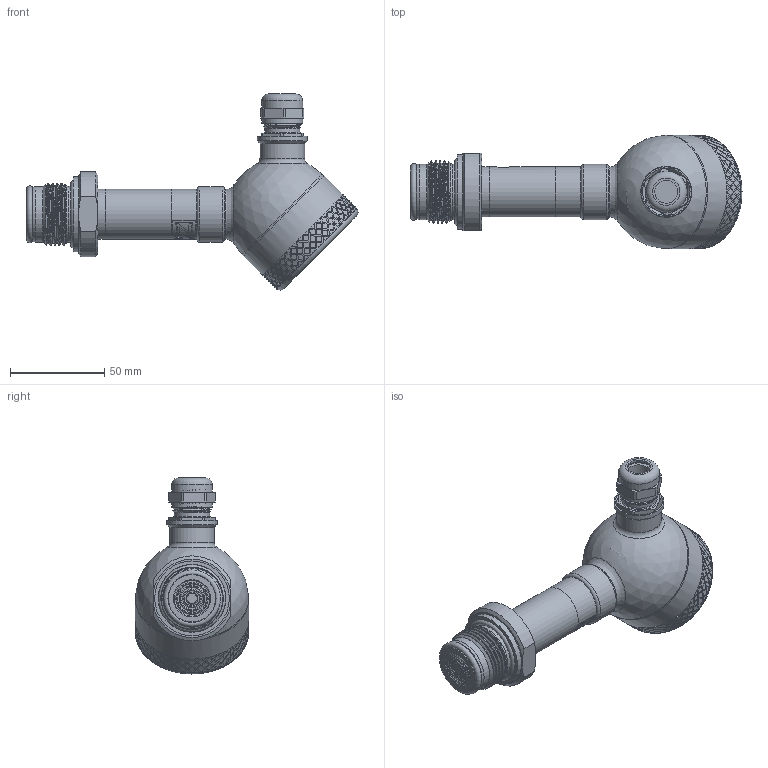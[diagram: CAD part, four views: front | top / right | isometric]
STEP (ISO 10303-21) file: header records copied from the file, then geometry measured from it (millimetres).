
FILE_DESCRIPTION(/* description */ (''),/* implementation_level */ '2;1');
FILE_NAME(/* name */ 'APZ3420sFH_G1-solidflush_1.step',/* time_stamp */ '2021-07-08T16:46:45+03:00',/* author */ (''),/* organization */ (''),/* preprocessor_version */ 'ST-DEVELOPER v18.1',/* originating_system */ 'Autodesk Translation Framework v10.9.0.1377',/* authorisation */ '');
FILE_SCHEMA (('AUTOMOTIVE_DESIGN { 1 0 10303 214 3 1 1 }'));
Length unit declared in the file: millimetre
Products named in the file (13): АПЗ 3420s заполненный 
+ полевой корпус; shell; solidflush G1 (2); Заполненный полевой 
корпус v13; M20x1,5 steel cable gland v5; Cuerpo GAE.2000.0 Prensaestopas GADI M20x1.5 IP68 Laton; Junta GAE.2000.0 Prensaestopas GADI M20x1.5 IP68 Laton; Tuerca GAE.2000.0 Prensaestopas GADI M20x1.5 IP68 Laton; Brida GAE.2000.0 Prensaestopas GADI M20x1.5 IP68 Laton; Goma GAE.2000.0 Prensaestopas GADI M20x1.5 IP68 Laton; Main body; Cover without display; Adapter M20x1,5
Assembly tree (12 placements, depth 4):
  АПЗ 3420s заполненный 
+ полевой корпус
    shell
    solidflush G1 (2)
    Заполненный полевой 
корпус v13
      M20x1,5 steel cable gland v5
        Cuerpo GAE.2000.0 Prensaestopas GADI M20x1.5 IP68 Laton
        Junta GAE.2000.0 Prensaestopas GADI M20x1.5 IP68 Laton
        Tuerca GAE.2000.0 Prensaestopas GADI M20x1.5 IP68 Laton
        Brida GAE.2000.0 Prensaestopas GADI M20x1.5 IP68 Laton
        Goma GAE.2000.0 Prensaestopas GADI M20x1.5 IP68 Laton
      Main body
      Cover without display
      Adapter M20x1,5
Bounding box: 175.92 x 60.1 x 103.92 mm (x, y, z)
Volume: 274692.4 mm3; surface area: 52786.8 mm2
Topology: 12 solids, 12 shells, 1646 faces, 4052 edges, 2680 vertices
Faces by surface type: bspline 970, cylinder 311, plane 265, cone 53, torus 46, sphere 1
Full cylindrical faces by diameter (mm): 2 x2, 12.3 x2, 13 x1, 15 x4, 16 x1, 16.2 x1, 17 x1, 17.15 x1, 18 x4, 18.526 x5, 18.75 x7, 19 x1, 20 x2, 20.203 x5, 20.3 x5, 20.8 x1, 21.6 x1, 21.7 x2, 21.767 x1, 22.4 x1, 22.5 x1, 23.6 x1, 24.5 x4, 25.437 x1, 26.5 x4, 29.5 x2, 29.6 x1, 30.291 x4, 35.6 x1, 39.6 x1
Entity records: 71275 total; most frequent: CARTESIAN_POINT 40187, ORIENTED_EDGE 8102, EDGE_CURVE 4051, DIRECTION 3067, B_SPLINE_CURVE_WITH_KNOTS 2814, VERTEX_POINT 2680, EDGE_LOOP 1913, FACE_OUTER_BOUND 1646
